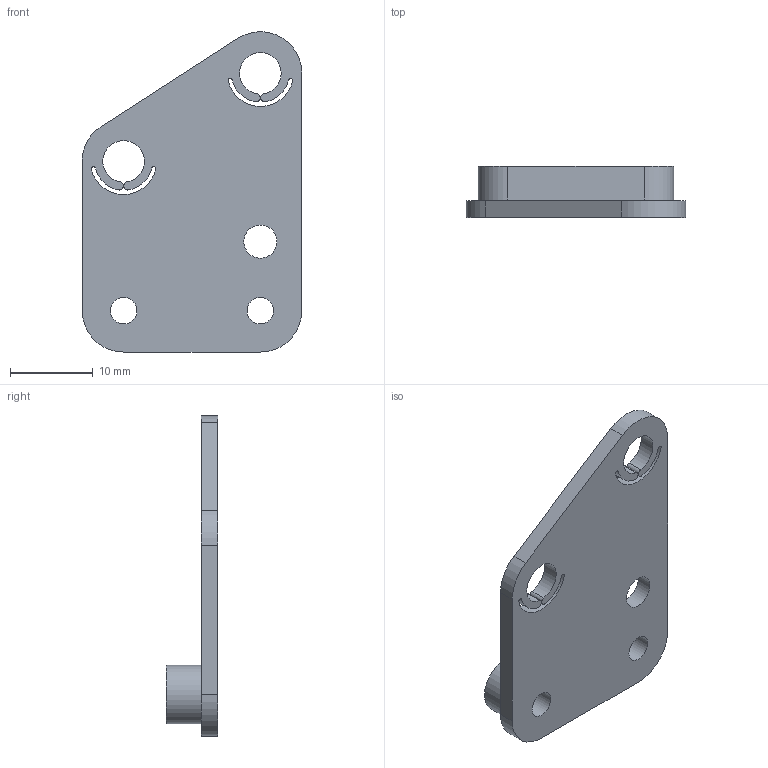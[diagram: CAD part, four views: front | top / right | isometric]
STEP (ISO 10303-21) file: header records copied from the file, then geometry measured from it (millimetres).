
FILE_DESCRIPTION(/* description */ (''),/* implementation_level */ '2;1');
FILE_NAME(/* name */ 'motor_plate_reinforcement_right.stp',/* time_stamp */ '2024-05-31T16:03:08-07:00',/* author */ ('Micha'),/* organization */ (''),/* preprocessor_version */ 'ST-DEVELOPER v20',/* originating_system */ 'Autodesk Inventor 2024',/* authorisation */ '');
FILE_SCHEMA (('AUTOMOTIVE_DESIGN { 1 0 10303 214 3 1 1 }'));
Length unit declared in the file: millimetre
Products named in the file (1): motor_plate_reinforcement
Bounding box: 26.5 x 6.2 x 38.61 mm (x, y, z)
Volume: 2183.3 mm3; surface area: 2359.5 mm2
Topology: 1 solids, 1 shells, 42 faces, 117 edges, 78 vertices
Faces by surface type: cylinder 29, plane 13
Full cylindrical faces by diameter (mm): 3.2 x2, 4 x1
Entity records: 1451 total; most frequent: DIRECTION 261, CARTESIAN_POINT 238, ORIENTED_EDGE 234, EDGE_CURVE 117, AXIS2_PLACEMENT_3D 101, VERTEX_POINT 78, LINE 59, VECTOR 59
